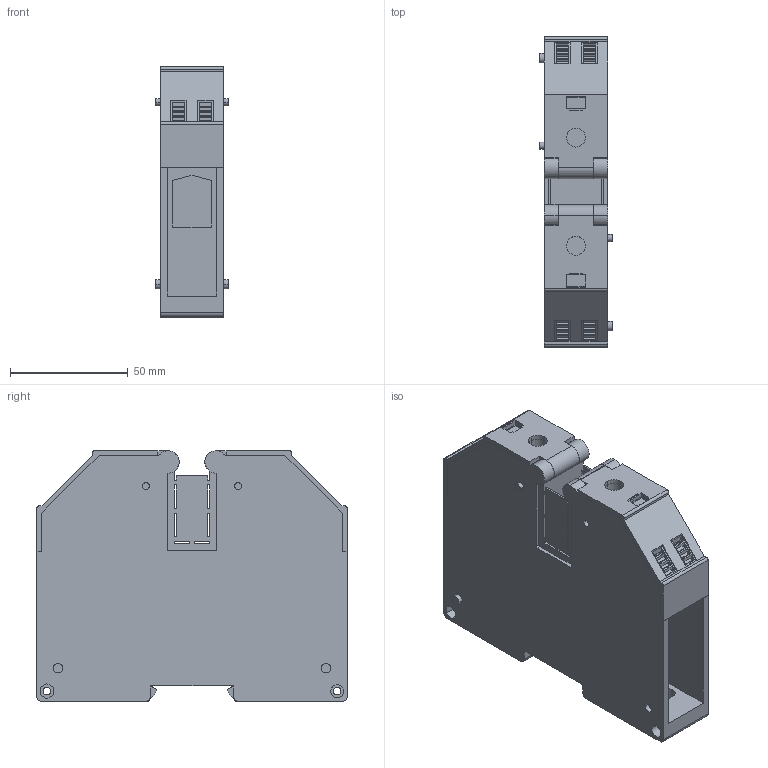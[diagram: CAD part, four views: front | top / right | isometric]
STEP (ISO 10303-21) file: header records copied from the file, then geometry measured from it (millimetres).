
FILE_DESCRIPTION(('CATIA V5 STEP Exchange','CAx-IF Rec.Pracs.--- Model Styling and Organization---1.4--- 2014-01-23'),'2;1');
FILE_NAME ('D1446890_0', '2020-04-29T04:06:17+00:00', ('none'), ('Weidmueller'), 'CATIA Version 5-6 Release 2016 SP3 HF44', 'CATIA V5 STEP AP214', 'none');
FILE_SCHEMA(('AUTOMOTIVE_DESIGN { 1 0 10303 214 1 1 1 1 }'));
Length unit declared in the file: millimetre
Products named in the file (1): 1024680000_WDU_70-95_BL
Bounding box: 30.9 x 132 x 106.5 mm (x, y, z)
Volume: 277187.6 mm3; surface area: 61010.7 mm2
Topology: 3 solids, 3 shells, 492 faces, 1404 edges, 908 vertices
Faces by surface type: plane 424, cylinder 68
Entity records: 15492 total; most frequent: ORIENTED_EDGE 2808, CARTESIAN_POINT 2801, DIRECTION 1989, EDGE_CURVE 1404, VECTOR 1258, LINE 1258, VERTEX_POINT 908, EDGE_LOOP 578
